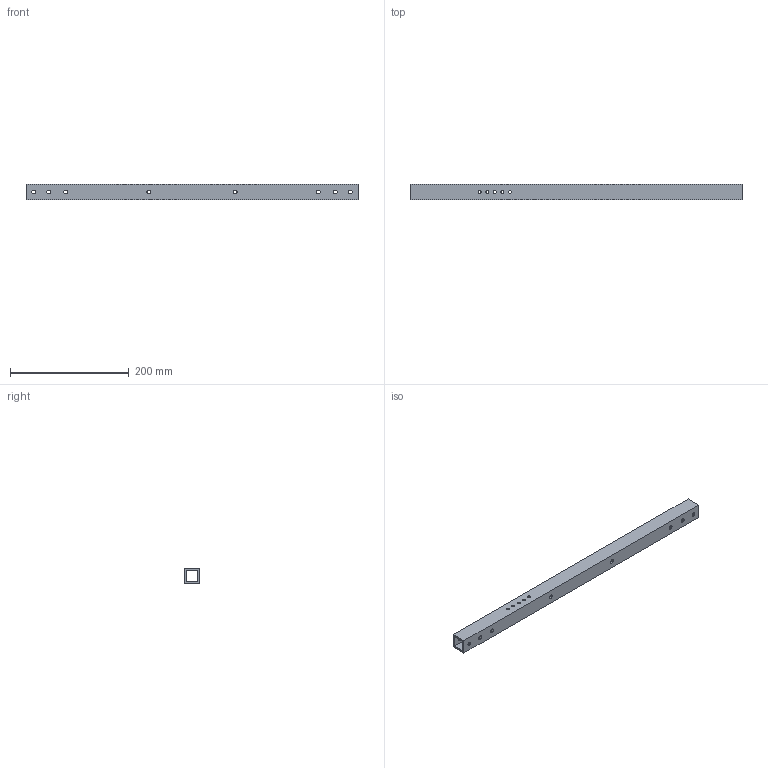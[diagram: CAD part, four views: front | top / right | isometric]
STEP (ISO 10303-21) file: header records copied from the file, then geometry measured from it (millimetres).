
FILE_DESCRIPTION (( 'STEP AP203' ), '1' );
FILE_NAME ('4400-23-P-0125 (2 Piezas) MS.STEP', '2023-02-25T22:52:06', ( '' ), ( '' ), 'SwSTEP 2.0', 'SolidWorks 2022', '' );
FILE_SCHEMA (( 'CONFIG_CONTROL_DESIGN' ));
Length unit declared in the file: inch
Products named in the file (1): 4400-23-P-0125 (2 Piezas) MS
Bounding box: 558.8 x 25.4 x 25.4 mm (x, y, z)
Volume: 155283.7 mm3; surface area: 100018.7 mm2
Topology: 1 solids, 1 shells, 66 faces, 192 edges, 128 vertices
Faces by surface type: cylinder 56, plane 10
Entity records: 2443 total; most frequent: DIRECTION 438, CARTESIAN_POINT 387, ORIENTED_EDGE 384, EDGE_CURVE 192, AXIS2_PLACEMENT_3D 179, VERTEX_POINT 128, EDGE_LOOP 124, CIRCLE 112
